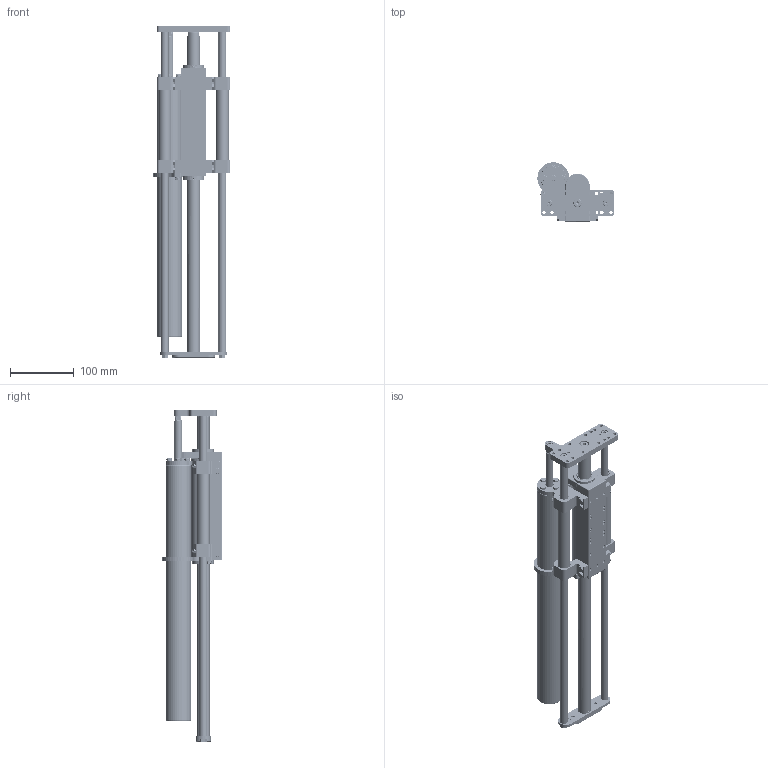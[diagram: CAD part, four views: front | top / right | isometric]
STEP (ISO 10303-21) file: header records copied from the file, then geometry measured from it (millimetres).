
FILE_DESCRIPTION (( 'STEP AP214' ), '1' );
FILE_NAME ('0186-2575_260204_SM01-37Sx120F-XP-R-320_BE20_MS04_SSCP.STEP', '2026-02-04T11:07:59', ( '' ), ( '' ), 'SwSTEP 2.0', 'SolidWorks 2026', '' );
FILE_SCHEMA (( 'AUTOMOTIVE_DESIGN' ));
Length unit declared in the file: millimetre
Products named in the file (31): 0186-2575_260204_SM01-37Sx120F-XP-R-320_BE20_MS04_SSCP; 0180-3850_SM01k-37S-12-RTS-L; 0230-1144_D1-M6x1_SW7; PS01h-37Sx120F-HP-SSC-R-G01; 0180-3853_SL01k-12x...-2xM6-SSC_SL01k-12x505-2xM6-SSC; 0230-0725_6kt-schr_M5x14_INOX; 0186-0480_ML01-12x450!400_ML01-12x450!400; 0180-1355_PB01-37Sh-SSC_PB01h-37Sh_SSC-20; 0180-1356_PB01-37Sv-SSC_PB01-37Sv_SSC-20; SM01-37Sx120F-XP-R-320_BE20_MS04_SSCP_Läufer_beweglich_FREI; 0186-1008_PS01-37Sx120F-HP-B01-SSCP-G01-R; 0230-0615_Zyl.-Schr_I-6kt_n-K_M8x16_8.8_INOX; 0186-1479_PL01-20x510!460-HP-SF_PL01-20x510!460-HP-SF; 0186-0994_MS01-40x400-SSC_MS01-40x100; 0180-3849_SM01k-37S-12-RTS-R; 0230-1182_Zyl.-Schr_I-6kt_n-K_M6x16_INOX; 0180-2051_PAW01-20-BL-Lf; 0160-5051_SL01h-37Sx120-BE20; 0180-3951_SM01k-37S-MF-40-R-BE20-SSC; 0160-0165_MC01-Rg!m-SSC; 0180-4100_SM01k-37S-12-RTS-R-M5; 0230-0744_6kt-schr_M6x18_INOX; 0180-4093_SM01k-37S-MSB-40; 0180-3851_SL01k-LR-20x...-SSC_SL01k-LR-20x133.5-SSC; 0230-0644_O-Ring_22.00x1.00_NBR70_schwarz_Gedehnt; 0230-1303_MS01k-5.1_M5x9; SM01-37Sx120F-XP-R-320_BE20_MS04_SSCP_Motor_fix_FREI; 0180-3855_SM01k-37S-RP-BE20-SSC; 0230-0743_Linearkugellager_LBBR 12-1LS_HV6; 0180-3856_Dichtung_LBBR 12x20x4; 0180-3952_SM01k-37S-MA-BE20-SSC
Assembly tree (55 placements, depth 4):
  0186-2575_260204_SM01-37Sx120F-XP-R-320_BE20_MS04_SSCP
    SM01-37Sx120F-XP-R-320_BE20_MS04_SSCP_Motor_fix_FREI
      0186-1008_PS01-37Sx120F-HP-B01-SSCP-G01-R
        PS01h-37Sx120F-HP-SSC-R-G01
        0160-0165_MC01-Rg!m-SSC
        0230-0644_O-Ring_22.00x1.00_NBR70_schwarz_Gedehnt  x2
        0180-1356_PB01-37Sv-SSC_PB01-37Sv_SSC-20
        0180-1355_PB01-37Sh-SSC_PB01h-37Sh_SSC-20
        0180-2051_PAW01-20-BL-Lf  x2
      0180-3849_SM01k-37S-12-RTS-R
      0180-4100_SM01k-37S-12-RTS-R-M5
      0180-3951_SM01k-37S-MF-40-R-BE20-SSC
      0180-3850_SM01k-37S-12-RTS-L
      0160-5051_SL01h-37Sx120-BE20  x2
        0180-3851_SL01k-LR-20x...-SSC_SL01k-LR-20x133.5-SSC
        0230-0743_Linearkugellager_LBBR 12-1LS_HV6
      0180-3856_Dichtung_LBBR 12x20x4  x4
      0230-0725_6kt-schr_M5x14_INOX  x13
      0230-1144_D1-M6x1_SW7  x4
      0186-0994_MS01-40x400-SSC_MS01-40x100
      0180-4093_SM01k-37S-MSB-40
    SM01-37Sx120F-XP-R-320_BE20_MS04_SSCP_Läufer_beweglich_FREI
      0180-3952_SM01k-37S-MA-BE20-SSC
      0186-1479_PL01-20x510!460-HP-SF_PL01-20x510!460-HP-SF
      0180-3853_SL01k-12x...-2xM6-SSC_SL01k-12x505-2xM6-SSC  x2
      0180-3855_SM01k-37S-RP-BE20-SSC
      0230-0615_Zyl.-Schr_I-6kt_n-K_M8x16_8.8_INOX
      0230-1182_Zyl.-Schr_I-6kt_n-K_M6x16_INOX  x2
      0230-0744_6kt-schr_M6x18_INOX  x2
      0230-1303_MS01k-5.1_M5x9
      0186-0480_ML01-12x450!400_ML01-12x450!400
Bounding box: 120.84 x 93.05 x 519.35 mm (x, y, z)
Volume: 1190262.5 mm3; surface area: 385996.5 mm2
Topology: 60 solids, 60 shells, 4006 faces, 9857 edges, 6119 vertices
Faces by surface type: cone 1525, cylinder 1258, plane 883, bspline 238, torus 100, sphere 2
Entity records: 64380 total; most frequent: CARTESIAN_POINT 17785, DIRECTION 9596, ORIENTED_EDGE 9390, EDGE_CURVE 4695, AXIS2_PLACEMENT_3D 3724, VERTEX_POINT 2988, EDGE_LOOP 2217, LINE 2148
